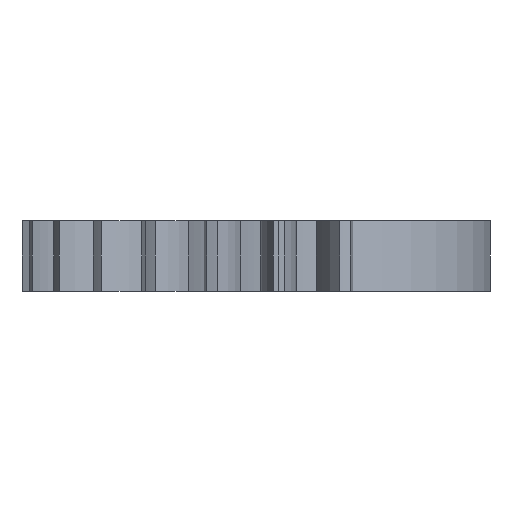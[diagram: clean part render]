
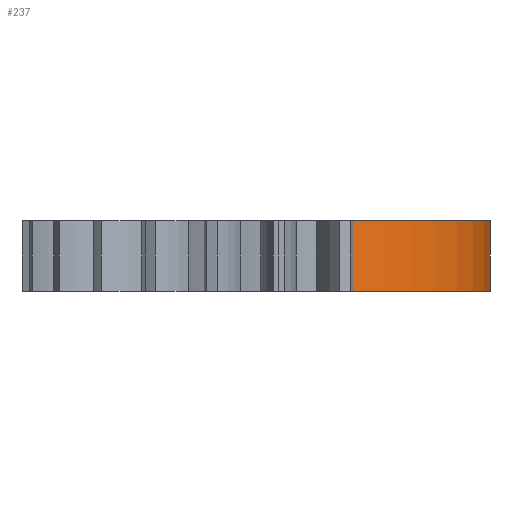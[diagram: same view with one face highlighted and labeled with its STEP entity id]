
A CAD part, left-side view. The second image highlights one B-rep face of the part: STEP entity #237.
In plain terms, the highlighted cylindrical face has radius 12.09 mm (diameter 24.18 mm), a partial arc.
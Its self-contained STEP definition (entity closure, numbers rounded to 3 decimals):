
#54 = LINE ( 'NONE', #651, #1903 ) ;
#91 = VECTOR ( 'NONE', #657, 1000. ) ;
#109 = CARTESIAN_POINT ( 'NONE',  ( -11.377, -4.09, 4. ) ) ;
#159 = CIRCLE ( 'NONE', #1184, 12.09 ) ;
#174 = AXIS2_PLACEMENT_3D ( 'NONE', #906, #1465, #1291 ) ;
#237 = ADVANCED_FACE ( 'NONE', ( #500 ), #2161, .T. ) ;
#466 = LINE ( 'NONE', #109, #91 ) ;
#482 = EDGE_LOOP ( 'NONE', ( #1868, #1407, #1270, #2106 ) ) ;
#500 = FACE_OUTER_BOUND ( 'NONE', #482, .T. ) ;
#566 = EDGE_CURVE ( 'NONE', #1839, #1409, #2091, .T. ) ;
#643 = CARTESIAN_POINT ( 'NONE',  ( -11.377, -4.09, 0. ) ) ;
#651 = CARTESIAN_POINT ( 'NONE',  ( 11.409, -4., 4. ) ) ;
#657 = DIRECTION ( 'NONE',  ( 0., 0., -1. ) ) ;
#702 = DIRECTION ( 'NONE',  ( 0., 0., 1. ) ) ;
#807 = EDGE_CURVE ( 'NONE', #2240, #1752, #159, .T. ) ;
#822 = AXIS2_PLACEMENT_3D ( 'NONE', #2342, #702, #864 ) ;
#864 = DIRECTION ( 'NONE',  ( 1., 0., 0. ) ) ;
#877 = EDGE_CURVE ( 'NONE', #1752, #1409, #54, .T. ) ;
#906 = CARTESIAN_POINT ( 'NONE',  ( 0., 0., 4. ) ) ;
#1133 = CARTESIAN_POINT ( 'NONE',  ( 0., 0., 4. ) ) ;
#1144 = DIRECTION ( 'NONE',  ( 0., 0., 1. ) ) ;
#1184 = AXIS2_PLACEMENT_3D ( 'NONE', #1133, #1144, #1869 ) ;
#1224 = CARTESIAN_POINT ( 'NONE',  ( 11.409, -4., 0. ) ) ;
#1270 = ORIENTED_EDGE ( 'NONE', *, *, #807, .F. ) ;
#1291 = DIRECTION ( 'NONE',  ( -1., 0., 0. ) ) ;
#1370 = EDGE_CURVE ( 'NONE', #2240, #1839, #466, .T. ) ;
#1407 = ORIENTED_EDGE ( 'NONE', *, *, #877, .F. ) ;
#1409 = VERTEX_POINT ( 'NONE', #1224 ) ;
#1465 = DIRECTION ( 'NONE',  ( 0., 0., -1. ) ) ;
#1752 = VERTEX_POINT ( 'NONE', #2318 ) ;
#1839 = VERTEX_POINT ( 'NONE', #643 ) ;
#1868 = ORIENTED_EDGE ( 'NONE', *, *, #566, .T. ) ;
#1869 = DIRECTION ( 'NONE',  ( 1., 0., 0. ) ) ;
#1903 = VECTOR ( 'NONE', #2058, 1000. ) ;
#2058 = DIRECTION ( 'NONE',  ( 0., 0., -1. ) ) ;
#2091 = CIRCLE ( 'NONE', #822, 12.09 ) ;
#2106 = ORIENTED_EDGE ( 'NONE', *, *, #1370, .T. ) ;
#2115 = CARTESIAN_POINT ( 'NONE',  ( -11.377, -4.09, 4. ) ) ;
#2161 = CYLINDRICAL_SURFACE ( 'NONE', #174, 12.09 ) ;
#2240 = VERTEX_POINT ( 'NONE', #2115 ) ;
#2318 = CARTESIAN_POINT ( 'NONE',  ( 11.409, -4., 4. ) ) ;
#2342 = CARTESIAN_POINT ( 'NONE',  ( 0., 0., 0. ) ) ;
